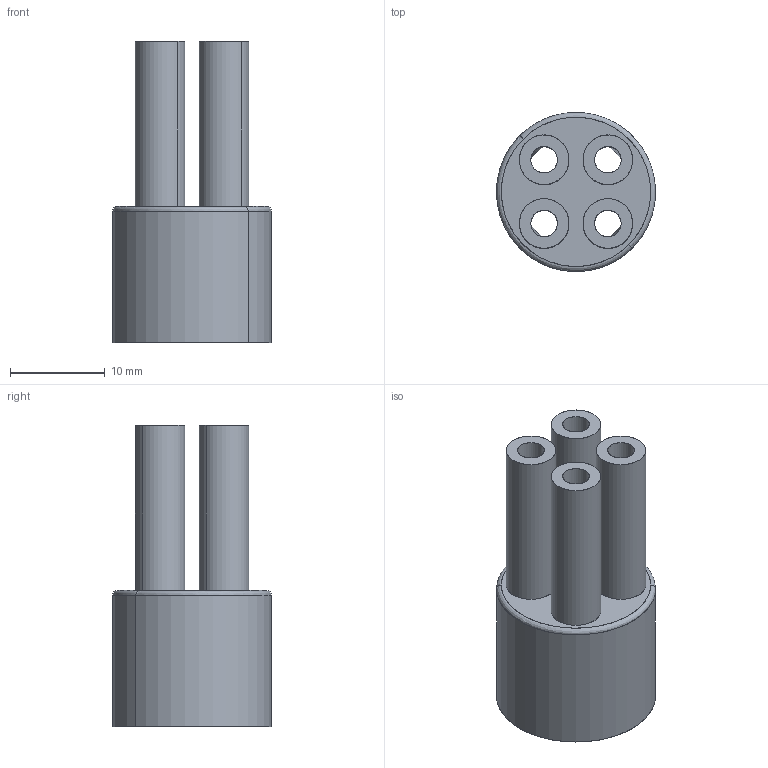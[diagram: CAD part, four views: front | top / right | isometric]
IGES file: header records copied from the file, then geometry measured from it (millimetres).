
Start section: SolidWorks IGES file using analytic representation for surfaces
Global section: file name: NUBB4-1SP.IGS; native system: SolidWorks 2025; preprocessor: SolidWorks 2025; author: mjones; date: 260413.104242; units: inch
Bounding box: 16.76 x 16.76 x 31.75 mm (x, y, z)
Surface area: 3436.3 mm2 (no closed solid volume)
Topology: 0 solids, 0 shells, 29 faces, 728 edges, 728 vertices
Faces by surface type: revolution 20, bspline 9
